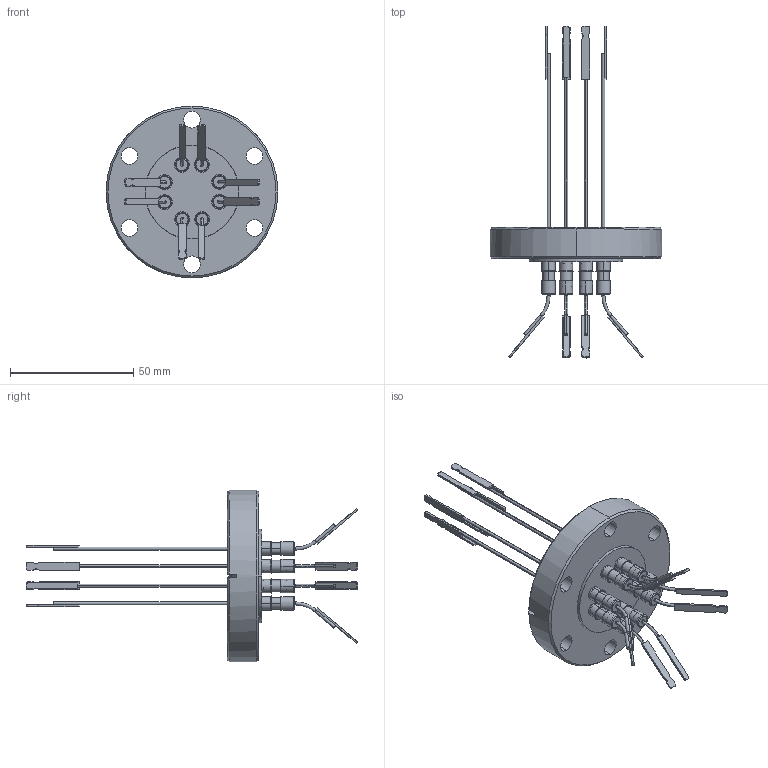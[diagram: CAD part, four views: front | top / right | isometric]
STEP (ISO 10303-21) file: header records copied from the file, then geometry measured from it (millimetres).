
FILE_DESCRIPTION (( 'STEP AP203' ), '1' );
FILE_NAME ('A10766-1-CF.STEP', '2014-04-28T13:18:13', ( '' ), ( '' ), 'SwSTEP 2.0', 'SolidWorks 2014', '' );
FILE_SCHEMA (( 'CONFIG_CONTROL_DESIGN' ));
Length unit declared in the file: inch
Products named in the file (1): A10766-1-CF
Bounding box: 69.85 x 134.82 x 69.85 mm (x, y, z)
Volume: 38600.3 mm3; surface area: 27500.9 mm2
Topology: 50 solids, 50 shells, 653 faces, 1449 edges, 905 vertices
Faces by surface type: cylinder 319, plane 215, cone 87, torus 32
Entity records: 18271 total; most frequent: DIRECTION 3476, CARTESIAN_POINT 3032, ORIENTED_EDGE 2898, EDGE_CURVE 1449, AXIS2_PLACEMENT_3D 1381, VERTEX_POINT 905, EDGE_LOOP 740, CIRCLE 727
